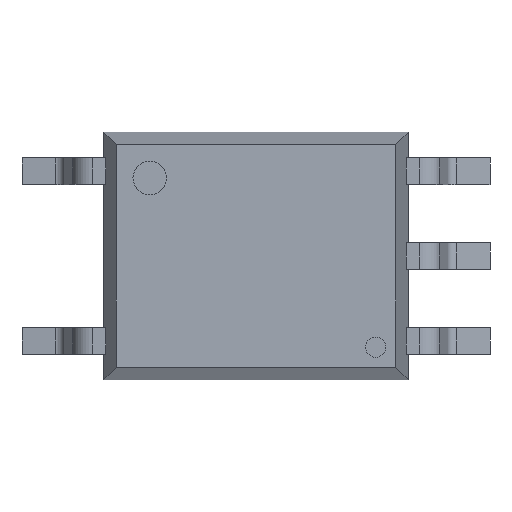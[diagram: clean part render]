
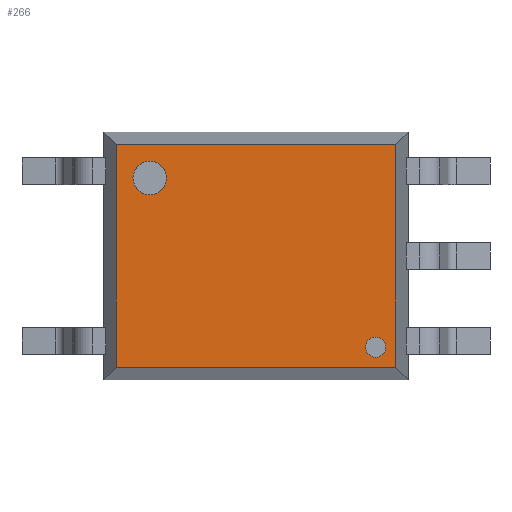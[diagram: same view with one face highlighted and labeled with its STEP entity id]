
A CAD part, top view. The second image highlights one B-rep face of the part: STEP entity #266.
In plain terms, the highlighted planar face has unit normal (0, 0, 1).
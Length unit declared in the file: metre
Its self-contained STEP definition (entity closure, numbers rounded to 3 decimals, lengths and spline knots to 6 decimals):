
#266=ADVANCED_FACE('0:45',(#510,#511,#512),#513,.T.);
#510=FACE_OUTER_BOUND('',#790,.T.);
#511=FACE_BOUND('',#791,.T.);
#512=FACE_BOUND('',#792,.T.);
#513=PLANE('',#793);
#790=EDGE_LOOP('',(#1078,#1079,#1080,#1081));
#791=EDGE_LOOP('',(#1082,#1083));
#792=EDGE_LOOP('',(#1084,#1085));
#793=AXIS2_PLACEMENT_3D('',#1086,#1087,#1088);
#1078=ORIENTED_EDGE('',*,*,#1837,.T.);
#1079=ORIENTED_EDGE('',*,*,#1838,.T.);
#1080=ORIENTED_EDGE('',*,*,#1839,.T.);
#1081=ORIENTED_EDGE('',*,*,#1840,.T.);
#1082=ORIENTED_EDGE('',*,*,#1827,.F.);
#1083=ORIENTED_EDGE('',*,*,#1832,.F.);
#1084=ORIENTED_EDGE('',*,*,#1822,.F.);
#1085=ORIENTED_EDGE('',*,*,#1835,.F.);
#1086=CARTESIAN_POINT('',(0.002275,0.00185,0.0022));
#1087=DIRECTION('',(0.,0.,1.0));
#1088=DIRECTION('',(0.,-1.0,0.));
#1822=EDGE_CURVE('0:90',#2125,#2128,#2129,.T.);
#1827=EDGE_CURVE('0:84',#2134,#2137,#2138,.T.);
#1832=EDGE_CURVE('0:84',#2137,#2134,#2144,.T.);
#1835=EDGE_CURVE('0:90',#2128,#2125,#2147,.T.);
#1837=EDGE_CURVE('0:93',#2149,#2150,#2151,.T.);
#1838=EDGE_CURVE('0:96',#2150,#2152,#2153,.T.);
#1839=EDGE_CURVE('0:99',#2152,#2154,#2155,.T.);
#1840=EDGE_CURVE('0:102',#2154,#2149,#2156,.T.);
#2125=VERTEX_POINT('NONE',#2569);
#2128=VERTEX_POINT('',#2573);
#2129=CIRCLE('',#2574,0.00015);
#2134=VERTEX_POINT('NONE',#2580);
#2137=VERTEX_POINT('',#2584);
#2138=CIRCLE('',#2585,0.00025);
#2144=CIRCLE('',#2592,0.00025);
#2147=CIRCLE('',#2595,0.00015);
#2149=VERTEX_POINT('NONE',#2597);
#2150=VERTEX_POINT('NONE',#2598);
#2151=LINE('',#2599,#2600);
#2152=VERTEX_POINT('NONE',#2601);
#2153=LINE('',#2602,#2603);
#2154=VERTEX_POINT('NONE',#2604);
#2155=LINE('',#2605,#2606);
#2156=LINE('',#2607,#2608);
#2569=CARTESIAN_POINT('',(0.00179,-0.001515,0.0022));
#2573=CARTESIAN_POINT('',(0.00179,-0.001215,0.0022));
#2574=AXIS2_PLACEMENT_3D('',#3177,#3178,#3179);
#2580=CARTESIAN_POINT('',(-0.00159,0.000915,0.0022));
#2584=CARTESIAN_POINT('',(-0.00159,0.001415,0.0022));
#2585=AXIS2_PLACEMENT_3D('',#3185,#3186,#3187);
#2592=AXIS2_PLACEMENT_3D('',#3195,#3196,#3197);
#2595=AXIS2_PLACEMENT_3D('',#3201,#3202,#3203);
#2597=CARTESIAN_POINT('',(-0.00209,0.001665,0.0022));
#2598=CARTESIAN_POINT('',(-0.00209,-0.001665,0.0022));
#2599=CARTESIAN_POINT('',(-0.00209,0.00185,0.0022));
#2600=VECTOR('',#3204,1.0);
#2601=CARTESIAN_POINT('',(0.00209,-0.001665,0.0022));
#2602=CARTESIAN_POINT('',(0.002275,-0.001665,0.0022));
#2603=VECTOR('',#3205,1.0);
#2604=CARTESIAN_POINT('',(0.00209,0.001665,0.0022));
#2605=CARTESIAN_POINT('',(0.00209,0.00185,0.0022));
#2606=VECTOR('',#3206,1.0);
#2607=CARTESIAN_POINT('',(-0.00209,0.001665,0.0022));
#2608=VECTOR('',#3207,1.0);
#3177=CARTESIAN_POINT('',(0.00179,-0.001365,0.0022));
#3178=DIRECTION('',(0.0,0.0,1.0));
#3179=DIRECTION('',(0.,-1.0,0.0));
#3185=CARTESIAN_POINT('',(-0.00159,0.001165,0.0022));
#3186=DIRECTION('',(0.0,0.0,1.0));
#3187=DIRECTION('',(0.,-1.0,0.0));
#3195=CARTESIAN_POINT('',(-0.00159,0.001165,0.0022));
#3196=DIRECTION('',(0.0,0.0,1.0));
#3197=DIRECTION('',(0.,-1.0,0.0));
#3201=CARTESIAN_POINT('',(0.00179,-0.001365,0.0022));
#3202=DIRECTION('',(0.0,0.0,1.0));
#3203=DIRECTION('',(0.,-1.0,0.0));
#3204=DIRECTION('',(0.,-1.0,0.0));
#3205=DIRECTION('',(1.0,0.,0.));
#3206=DIRECTION('',(0.,1.0,0.0));
#3207=DIRECTION('',(-1.0,0.,0.));
